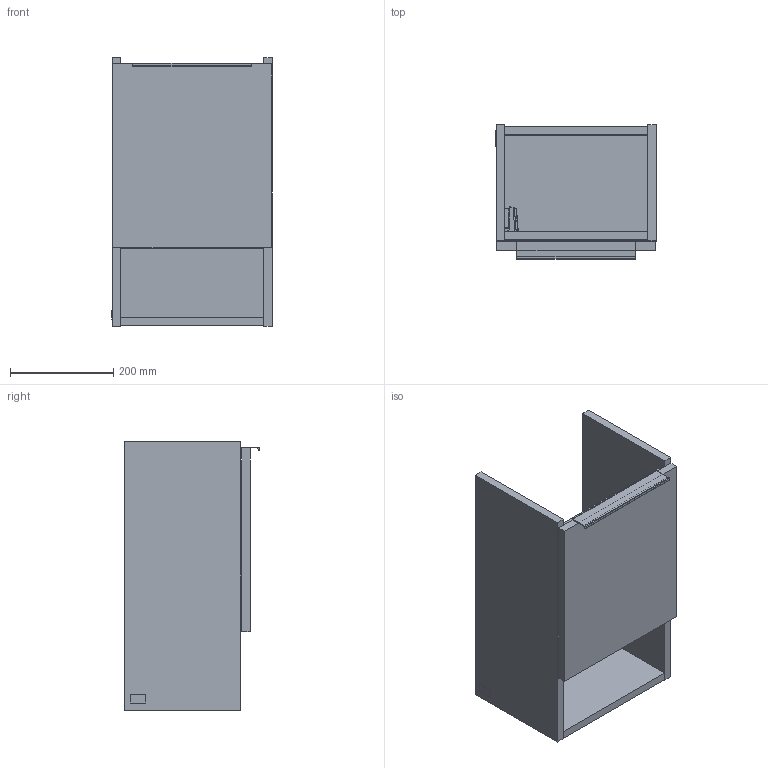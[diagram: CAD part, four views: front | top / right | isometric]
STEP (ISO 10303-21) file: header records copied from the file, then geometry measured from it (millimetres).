
FILE_DESCRIPTION(/* description */ (''),/* implementation_level */ '2;1');
FILE_NAME(/* name */ 'B88000_RFS.stp',/* time_stamp */ '2023-10-25T12:44:18+02:00',/* author */ ('schmidtkonj'),/* organization */ (''),/* preprocessor_version */ 'ST-DEVELOPER v18.1',/* originating_system */ 'Autodesk Inventor 2021',/* authorisation */ '');
FILE_SCHEMA (('AUTOMOTIVE_DESIGN { 1 0 10303 214 3 1 1 }'));
Length unit declared in the file: millimetre
Products named in the file (1): B88000_RFS
Bounding box: 310.5 x 261 x 520 mm (x, y, z)
Volume: 8630156 mm3; surface area: 1262188 mm2
Topology: 21 solids, 21 shells, 729 faces, 1941 edges, 1282 vertices
Faces by surface type: plane 484, cylinder 201, cone 18, bspline 18, torus 8
Entity records: 23942 total; most frequent: CARTESIAN_POINT 5459, ORIENTED_EDGE 3882, DIRECTION 3679, EDGE_CURVE 1941, LINE 1455, VECTOR 1455, VERTEX_POINT 1282, AXIS2_PLACEMENT_3D 1112
